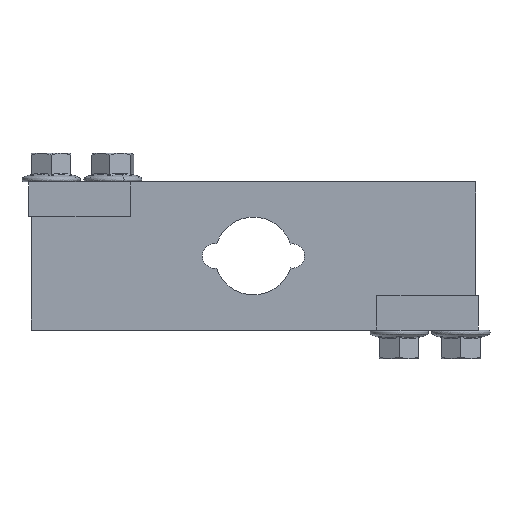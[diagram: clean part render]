
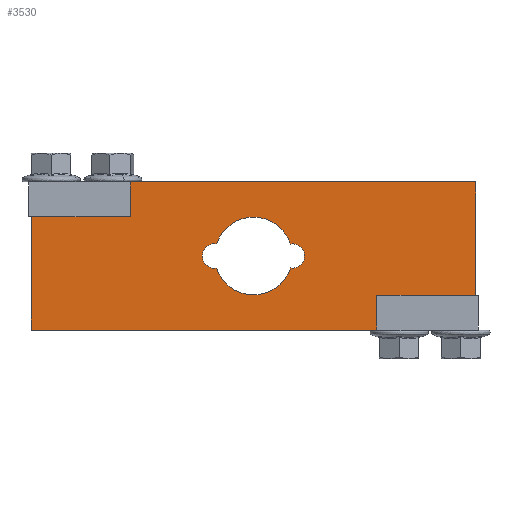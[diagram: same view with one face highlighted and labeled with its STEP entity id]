
A CAD part, front view. The second image highlights one B-rep face of the part: STEP entity #3530.
In plain terms, the highlighted free-form (B-spline) face has degree [1, 1] with [2, 2] control points.
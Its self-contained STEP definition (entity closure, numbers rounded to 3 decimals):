
#24 = VERTEX_POINT('',#25);
#25 = CARTESIAN_POINT('',(-36.058,17.938,
    -2.07));
#30 = EDGE_CURVE('',#24,#31,#33,.T.);
#31 = VERTEX_POINT('',#32);
#32 = CARTESIAN_POINT('',(-36.058,17.938,2.07
    ));
#33 = ( BOUNDED_CURVE() B_SPLINE_CURVE(2,(#34,#35,#36,#37,#38),
.UNSPECIFIED.,.F.,.F.) B_SPLINE_CURVE_WITH_KNOTS((3,2,3),(3.142,
4.712,6.283),.PIECEWISE_BEZIER_KNOTS.) CURVE() 
GEOMETRIC_REPRESENTATION_ITEM() RATIONAL_B_SPLINE_CURVE((1.,
0.707,1.,0.707,1.)) REPRESENTATION_ITEM('') );
#34 = CARTESIAN_POINT('',(-36.058,17.938,
    -2.07));
#35 = CARTESIAN_POINT('',(-38.128,17.938,
    -2.07));
#36 = CARTESIAN_POINT('',(-38.128,17.938,
    0.));
#37 = CARTESIAN_POINT('',(-38.128,17.938,2.07
    ));
#38 = CARTESIAN_POINT('',(-36.058,17.938,2.07
    ));
#72 = VERTEX_POINT('',#73);
#73 = CARTESIAN_POINT('',(-35.734,17.938,
    -2.045));
#78 = EDGE_CURVE('',#72,#24,#79,.T.);
#79 = ( BOUNDED_CURVE() B_SPLINE_CURVE(2,(#80,#81,#82),.UNSPECIFIED.,.F.
,.F.) B_SPLINE_CURVE_WITH_KNOTS((3,3),(2.985,3.142),
.PIECEWISE_BEZIER_KNOTS.) CURVE() GEOMETRIC_REPRESENTATION_ITEM() 
RATIONAL_B_SPLINE_CURVE((1.,0.997,1.)) REPRESENTATION_ITEM('') 
  );
#80 = CARTESIAN_POINT('',(-35.734,17.938,
    -2.045));
#81 = CARTESIAN_POINT('',(-35.895,17.938,
    -2.07));
#82 = CARTESIAN_POINT('',(-36.058,17.938,
    -2.07));
#104 = VERTEX_POINT('',#105);
#105 = CARTESIAN_POINT('',(-23.349,17.938,
    -2.011));
#110 = EDGE_CURVE('',#104,#111,#113,.T.);
#111 = VERTEX_POINT('',#112);
#112 = CARTESIAN_POINT('',(-29.547,17.938,
    -6.516));
#113 = ( BOUNDED_CURVE() B_SPLINE_CURVE(2,(#114,#115,#116),
.UNSPECIFIED.,.F.,.F.) B_SPLINE_CURVE_WITH_KNOTS((3,3),(1.885,
3.142),.PIECEWISE_BEZIER_KNOTS.) CURVE() 
GEOMETRIC_REPRESENTATION_ITEM() RATIONAL_B_SPLINE_CURVE((1.,
0.809,1.)) REPRESENTATION_ITEM('') );
#114 = CARTESIAN_POINT('',(-23.349,17.938,
    -2.011));
#115 = CARTESIAN_POINT('',(-24.811,17.938,
    -6.516));
#116 = CARTESIAN_POINT('',(-29.547,17.938,
    -6.516));
#144 = VERTEX_POINT('',#145);
#145 = CARTESIAN_POINT('',(-23.349,17.938,
    2.011));
#150 = EDGE_CURVE('',#144,#151,#153,.T.);
#151 = VERTEX_POINT('',#152);
#152 = CARTESIAN_POINT('',(-23.031,17.938,
    2.036));
#153 = ( BOUNDED_CURVE() B_SPLINE_CURVE(2,(#154,#155,#156),
.UNSPECIFIED.,.F.,.F.) B_SPLINE_CURVE_WITH_KNOTS((3,3),(2.985,
3.142),.PIECEWISE_BEZIER_KNOTS.) CURVE() 
GEOMETRIC_REPRESENTATION_ITEM() RATIONAL_B_SPLINE_CURVE((1.,
0.997,1.)) REPRESENTATION_ITEM('') );
#154 = CARTESIAN_POINT('',(-23.349,17.938,
    2.011));
#155 = CARTESIAN_POINT('',(-23.191,17.938,
    2.036));
#156 = CARTESIAN_POINT('',(-23.031,17.938,
    2.036));
#181 = EDGE_CURVE('',#151,#182,#184,.T.);
#182 = VERTEX_POINT('',#183);
#183 = CARTESIAN_POINT('',(-23.031,17.938,
    -2.036));
#184 = ( BOUNDED_CURVE() B_SPLINE_CURVE(2,(#185,#186,#187,#188,#189),
.UNSPECIFIED.,.F.,.F.) B_SPLINE_CURVE_WITH_KNOTS((3,2,3),(3.142,
4.712,6.283),.PIECEWISE_BEZIER_KNOTS.) CURVE() 
GEOMETRIC_REPRESENTATION_ITEM() RATIONAL_B_SPLINE_CURVE((1.,
0.707,1.,0.707,1.)) REPRESENTATION_ITEM('') );
#185 = CARTESIAN_POINT('',(-23.031,17.938,
    2.036));
#186 = CARTESIAN_POINT('',(-20.995,17.938,
    2.036));
#187 = CARTESIAN_POINT('',(-20.995,17.938,
    0.));
#188 = CARTESIAN_POINT('',(-20.995,17.938,
    -2.036));
#189 = CARTESIAN_POINT('',(-23.031,17.938,
    -2.036));
#3530 = ADVANCED_FACE('',(#3531,#3589),#3622,.F.);
#3531 = FACE_BOUND('',#3532,.T.);
#3532 = EDGE_LOOP('',(#3533,#3542,#3549,#3556,#3563,#3570,#3577,#3584));
#3533 = ORIENTED_EDGE('',*,*,#3534,.F.);
#3534 = EDGE_CURVE('',#3535,#3537,#3539,.T.);
#3535 = VERTEX_POINT('',#3536);
#3536 = CARTESIAN_POINT('',(7.711,17.938,
    12.42));
#3537 = VERTEX_POINT('',#3538);
#3538 = CARTESIAN_POINT('',(7.711,17.938,
    -6.624));
#3539 = B_SPLINE_CURVE_WITH_KNOTS('',1,(#3540,#3541),.UNSPECIFIED.,.F.,
  .F.,(2,2),(-23.,-0.),.PIECEWISE_BEZIER_KNOTS.);
#3540 = CARTESIAN_POINT('',(7.711,17.938,
    12.42));
#3541 = CARTESIAN_POINT('',(7.711,17.938,
    -6.624));
#3542 = ORIENTED_EDGE('',*,*,#3543,.F.);
#3543 = EDGE_CURVE('',#3544,#3535,#3546,.T.);
#3544 = VERTEX_POINT('',#3545);
#3545 = CARTESIAN_POINT('',(-50.247,17.938,
    12.42));
#3546 = B_SPLINE_CURVE_WITH_KNOTS('',1,(#3547,#3548),.UNSPECIFIED.,.F.,
  .F.,(2,2),(0.,70.),.PIECEWISE_BEZIER_KNOTS.);
#3547 = CARTESIAN_POINT('',(-50.247,17.938,
    12.42));
#3548 = CARTESIAN_POINT('',(7.711,17.938,
    12.42));
#3549 = ORIENTED_EDGE('',*,*,#3550,.F.);
#3550 = EDGE_CURVE('',#3551,#3544,#3553,.T.);
#3551 = VERTEX_POINT('',#3552);
#3552 = CARTESIAN_POINT('',(-50.247,17.938,
    6.624));
#3553 = B_SPLINE_CURVE_WITH_KNOTS('',1,(#3554,#3555),.UNSPECIFIED.,.F.,
  .F.,(2,2),(-7.,0.),.PIECEWISE_BEZIER_KNOTS.);
#3554 = CARTESIAN_POINT('',(-50.247,17.938,
    6.624));
#3555 = CARTESIAN_POINT('',(-50.247,17.938,
    12.42));
#3556 = ORIENTED_EDGE('',*,*,#3557,.F.);
#3557 = EDGE_CURVE('',#3558,#3551,#3560,.T.);
#3558 = VERTEX_POINT('',#3559);
#3559 = CARTESIAN_POINT('',(-66.806,17.938,
    6.624));
#3560 = B_SPLINE_CURVE_WITH_KNOTS('',1,(#3561,#3562),.UNSPECIFIED.,.F.,
  .F.,(2,2),(0.,20.),.PIECEWISE_BEZIER_KNOTS.);
#3561 = CARTESIAN_POINT('',(-66.806,17.938,
    6.624));
#3562 = CARTESIAN_POINT('',(-50.247,17.938,
    6.624));
#3563 = ORIENTED_EDGE('',*,*,#3564,.F.);
#3564 = EDGE_CURVE('',#3565,#3558,#3567,.T.);
#3565 = VERTEX_POINT('',#3566);
#3566 = CARTESIAN_POINT('',(-66.806,17.938,
    -12.42));
#3567 = B_SPLINE_CURVE_WITH_KNOTS('',1,(#3568,#3569),.UNSPECIFIED.,.F.,
  .F.,(2,2),(0.,23.),.PIECEWISE_BEZIER_KNOTS.);
#3568 = CARTESIAN_POINT('',(-66.806,17.938,
    -12.42));
#3569 = CARTESIAN_POINT('',(-66.806,17.938,
    6.624));
#3570 = ORIENTED_EDGE('',*,*,#3571,.F.);
#3571 = EDGE_CURVE('',#3572,#3565,#3574,.T.);
#3572 = VERTEX_POINT('',#3573);
#3573 = CARTESIAN_POINT('',(-8.848,17.938,
    -12.42));
#3574 = B_SPLINE_CURVE_WITH_KNOTS('',1,(#3575,#3576),.UNSPECIFIED.,.F.,
  .F.,(2,2),(-70.,-0.),.PIECEWISE_BEZIER_KNOTS.);
#3575 = CARTESIAN_POINT('',(-8.848,17.938,
    -12.42));
#3576 = CARTESIAN_POINT('',(-66.806,17.938,
    -12.42));
#3577 = ORIENTED_EDGE('',*,*,#3578,.F.);
#3578 = EDGE_CURVE('',#3579,#3572,#3581,.T.);
#3579 = VERTEX_POINT('',#3580);
#3580 = CARTESIAN_POINT('',(-8.848,17.938,
    -6.624));
#3581 = B_SPLINE_CURVE_WITH_KNOTS('',1,(#3582,#3583),.UNSPECIFIED.,.F.,
  .F.,(2,2),(-7.,-0.),.PIECEWISE_BEZIER_KNOTS.);
#3582 = CARTESIAN_POINT('',(-8.848,17.938,
    -6.624));
#3583 = CARTESIAN_POINT('',(-8.848,17.938,
    -12.42));
#3584 = ORIENTED_EDGE('',*,*,#3585,.F.);
#3585 = EDGE_CURVE('',#3537,#3579,#3586,.T.);
#3586 = B_SPLINE_CURVE_WITH_KNOTS('',1,(#3587,#3588),.UNSPECIFIED.,.F.,
  .F.,(2,2),(0.,20.),.PIECEWISE_BEZIER_KNOTS.);
#3587 = CARTESIAN_POINT('',(7.711,17.938,
    -6.624));
#3588 = CARTESIAN_POINT('',(-8.848,17.938,
    -6.624));
#3589 = FACE_BOUND('',#3590,.T.);
#3590 = EDGE_LOOP('',(#3591,#3599,#3600,#3601,#3607,#3608,#3614,#3615,
    #3616));
#3591 = ORIENTED_EDGE('',*,*,#3592,.T.);
#3592 = EDGE_CURVE('',#3593,#144,#3595,.T.);
#3593 = VERTEX_POINT('',#3594);
#3594 = CARTESIAN_POINT('',(-35.734,17.938,
    2.045));
#3595 = ( BOUNDED_CURVE() B_SPLINE_CURVE(2,(#3596,#3597,#3598),
.UNSPECIFIED.,.F.,.F.) B_SPLINE_CURVE_WITH_KNOTS((3,3),(5.032,
7.54),.PIECEWISE_BEZIER_KNOTS.) CURVE() 
GEOMETRIC_REPRESENTATION_ITEM() RATIONAL_B_SPLINE_CURVE((1.,
0.311,1.)) REPRESENTATION_ITEM('') );
#3596 = CARTESIAN_POINT('',(-35.734,17.938,
    2.045));
#3597 = CARTESIAN_POINT('',(-29.491,17.938,
    20.938));
#3598 = CARTESIAN_POINT('',(-23.349,17.938,
    2.011));
#3599 = ORIENTED_EDGE('',*,*,#150,.T.);
#3600 = ORIENTED_EDGE('',*,*,#181,.T.);
#3601 = ORIENTED_EDGE('',*,*,#3602,.T.);
#3602 = EDGE_CURVE('',#182,#104,#3603,.T.);
#3603 = ( BOUNDED_CURVE() B_SPLINE_CURVE(2,(#3604,#3605,#3606),
.UNSPECIFIED.,.F.,.F.) B_SPLINE_CURVE_WITH_KNOTS((3,3),(0.,0.157
),.PIECEWISE_BEZIER_KNOTS.) CURVE() GEOMETRIC_REPRESENTATION_ITEM() 
RATIONAL_B_SPLINE_CURVE((1.,0.997,1.)) REPRESENTATION_ITEM('') 
  );
#3604 = CARTESIAN_POINT('',(-23.031,17.938,
    -2.036));
#3605 = CARTESIAN_POINT('',(-23.191,17.938,
    -2.036));
#3606 = CARTESIAN_POINT('',(-23.349,17.938,
    -2.011));
#3607 = ORIENTED_EDGE('',*,*,#110,.T.);
#3608 = ORIENTED_EDGE('',*,*,#3609,.T.);
#3609 = EDGE_CURVE('',#111,#72,#3610,.T.);
#3610 = ( BOUNDED_CURVE() B_SPLINE_CURVE(2,(#3611,#3612,#3613),
.UNSPECIFIED.,.F.,.F.) B_SPLINE_CURVE_WITH_KNOTS((3,3),(3.142,
4.393),.PIECEWISE_BEZIER_KNOTS.) CURVE() 
GEOMETRIC_REPRESENTATION_ITEM() RATIONAL_B_SPLINE_CURVE((1.,
0.81,1.)) REPRESENTATION_ITEM('') );
#3611 = CARTESIAN_POINT('',(-29.547,17.938,
    -6.516));
#3612 = CARTESIAN_POINT('',(-34.257,17.938,
    -6.516));
#3613 = CARTESIAN_POINT('',(-35.734,17.938,
    -2.045));
#3614 = ORIENTED_EDGE('',*,*,#78,.T.);
#3615 = ORIENTED_EDGE('',*,*,#30,.T.);
#3616 = ORIENTED_EDGE('',*,*,#3617,.T.);
#3617 = EDGE_CURVE('',#31,#3593,#3618,.T.);
#3618 = ( BOUNDED_CURVE() B_SPLINE_CURVE(2,(#3619,#3620,#3621),
.UNSPECIFIED.,.F.,.F.) B_SPLINE_CURVE_WITH_KNOTS((3,3),(0.,0.157
),.PIECEWISE_BEZIER_KNOTS.) CURVE() GEOMETRIC_REPRESENTATION_ITEM() 
RATIONAL_B_SPLINE_CURVE((1.,0.997,1.)) REPRESENTATION_ITEM('') 
  );
#3619 = CARTESIAN_POINT('',(-36.058,17.938,
    2.07));
#3620 = CARTESIAN_POINT('',(-35.895,17.938,
    2.07));
#3621 = CARTESIAN_POINT('',(-35.734,17.938,
    2.045));
#3622 = B_SPLINE_SURFACE_WITH_KNOTS('',1,1,(
    (#3623,#3624)
    ,(#3625,#3626
    )),.UNSPECIFIED.,.F.,.F.,.F.,(2,2),(2,2),(-15.,15.),(-45.,45.),
  .PIECEWISE_BEZIER_KNOTS.);
#3623 = CARTESIAN_POINT('',(-66.806,17.938,
    -12.42));
#3624 = CARTESIAN_POINT('',(7.711,17.938,
    -12.42));
#3625 = CARTESIAN_POINT('',(-66.806,17.938,
    12.42));
#3626 = CARTESIAN_POINT('',(7.711,17.938,
    12.42));
